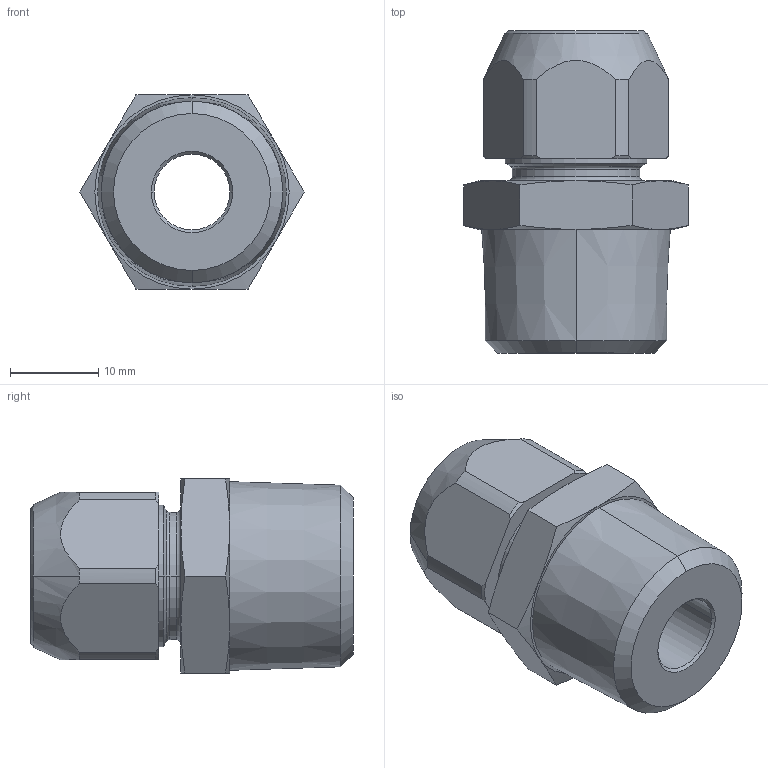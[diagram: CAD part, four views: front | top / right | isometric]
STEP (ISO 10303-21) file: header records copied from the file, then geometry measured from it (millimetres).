
FILE_DESCRIPTION(( 'CX.12.12.12.stp' ), '1');
FILE_NAME( 'CX.12.12.12.stp', '2018-09-04T16:08:33',( 'Sopra'),('sopra-pneumatic.com'), 'SwSTEP 2.0','SolidWorks 2009','' );
FILE_SCHEMA(('CONFIG_CONTROL_DESIGN'));
Length unit declared in the file: millimetre
Products named in the file (1): 360444B_151X4-12-10-1-2K
Bounding box: 25.4 x 36.5 x 22 mm (x, y, z)
Volume: 9174.6 mm3; surface area: 4705.8 mm2
Topology: 1 solids, 1 shells, 77 faces, 176 edges, 106 vertices
Faces by surface type: cone 34, plane 19, cylinder 16, torus 8
Entity records: 2338 total; most frequent: CARTESIAN_POINT 577, DIRECTION 372, ORIENTED_EDGE 352, EDGE_CURVE 176, AXIS2_PLACEMENT_3D 161, VERTEX_POINT 106, EDGE_LOOP 84, CIRCLE 84
